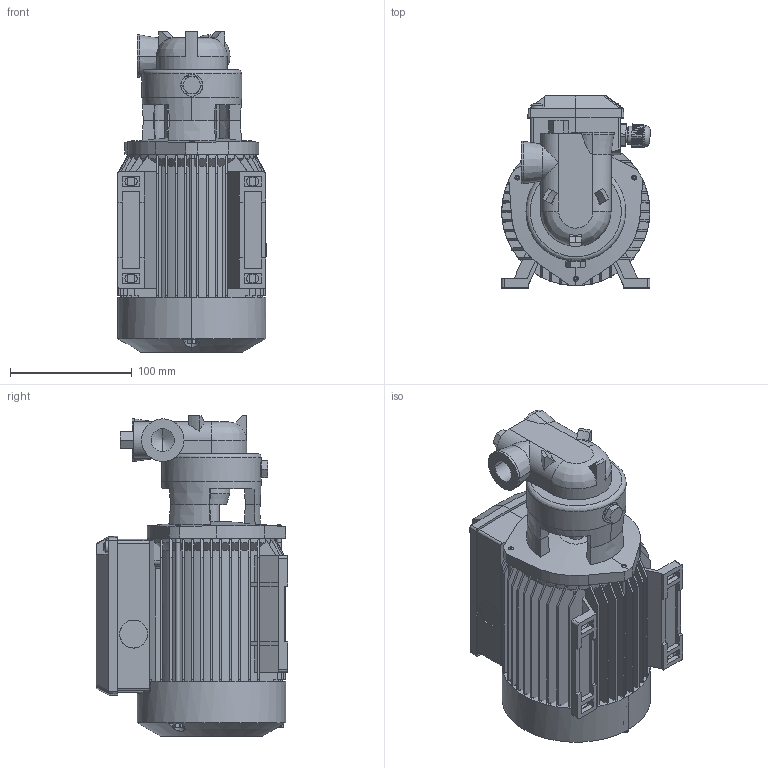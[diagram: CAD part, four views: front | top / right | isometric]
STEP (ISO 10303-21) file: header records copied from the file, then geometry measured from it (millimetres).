
FILE_DESCRIPTION (( 'STEP AP214' ), '1' );
FILE_NAME ('4_93_453_01_REV00.step', '2023-02-16T10:02:51', ( '' ), ( '' ), 'SwSTEP 2.0', 'SolidWorks 2020', '' );
FILE_SCHEMA (( 'AUTOMOTIVE_DESIGN' ));
Length unit declared in the file: millimetre
Products named in the file (2): 4_93_453_01_REV00; Copia di 4_93_453_01_REV00^4_93_453_01_REV00
Assembly tree (1 placements, depth 2):
  4_93_453_01_REV00
    Copia di 4_93_453_01_REV00^4_93_453_01_REV00
Bounding box: 122.35 x 158 x 263.6 mm (x, y, z)
Volume: 2552735.7 mm3; surface area: 389533 mm2
Topology: 15 solids, 15 shells, 1310 faces, 3490 edges, 2280 vertices
Faces by surface type: plane 825, cylinder 262, cone 178, bspline 39, sphere 4, torus 2
Entity records: 46332 total; most frequent: CARTESIAN_POINT 14309, ORIENTED_EDGE 6964, DIRECTION 6102, EDGE_CURVE 3482, VERTEX_POINT 2280, VECTOR 2126, LINE 2126, AXIS2_PLACEMENT_3D 1988
